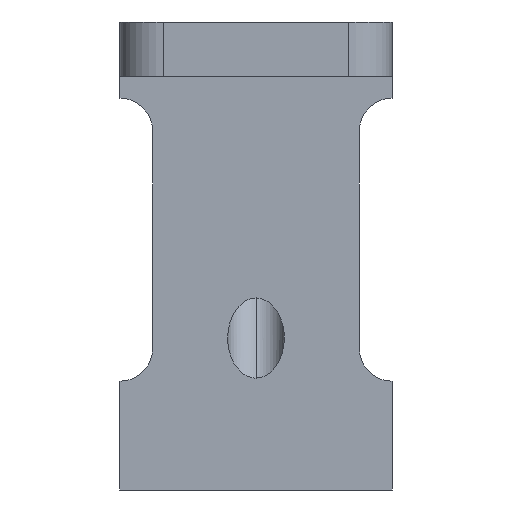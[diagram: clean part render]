
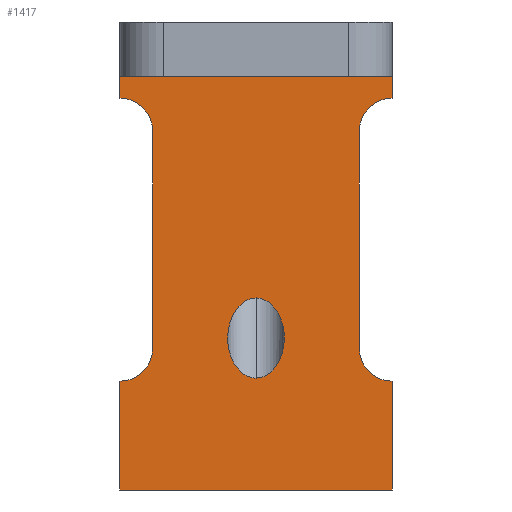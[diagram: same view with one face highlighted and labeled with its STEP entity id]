
A CAD part, front view. The second image highlights one B-rep face of the part: STEP entity #1417.
In plain terms, the highlighted planar face has unit normal (0, -1, 0).
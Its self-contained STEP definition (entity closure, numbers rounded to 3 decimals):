
#3 = DIRECTION ( 'NONE',  ( 0., 0., -1. ) ) ;
#21 = DIRECTION ( 'NONE',  ( 0., -1., 0. ) ) ;
#24 = CARTESIAN_POINT ( 'NONE',  ( 62.5, 65., -50. ) ) ;
#30 = VERTEX_POINT ( 'NONE', #374 ) ;
#40 = ORIENTED_EDGE ( 'NONE', *, *, #1061, .F. ) ;
#48 = DIRECTION ( 'NONE',  ( 0., 0., -1. ) ) ;
#54 = DIRECTION ( 'NONE',  ( 0., 0., -1. ) ) ;
#61 = ORIENTED_EDGE ( 'NONE', *, *, #1255, .T. ) ;
#75 = DIRECTION ( 'NONE',  ( 0., 0., -1. ) ) ;
#99 = VECTOR ( 'NONE', #776, 1000. ) ;
#104 = CARTESIAN_POINT ( 'NONE',  ( -47.5, 65., -50. ) ) ;
#106 = ORIENTED_EDGE ( 'NONE', *, *, #878, .T. ) ;
#145 = EDGE_CURVE ( 'NONE', #1354, #1221, #1475, .T. ) ;
#163 = VERTEX_POINT ( 'NONE', #1895 ) ;
#197 = DIRECTION ( 'NONE',  ( 0., 0., -1. ) ) ;
#198 =( BOUNDED_CURVE ( )  B_SPLINE_CURVE ( 3, ( #1453, #1760, #1577, #357 ),
 .UNSPECIFIED., .F., .T. ) 
 B_SPLINE_CURVE_WITH_KNOTS ( ( 4, 4 ),
 ( 3.142, 6.283 ),
 .UNSPECIFIED. ) 
 CURVE ( )  GEOMETRIC_REPRESENTATION_ITEM ( )  RATIONAL_B_SPLINE_CURVE ( ( 1., 0.333, 0.333, 1. ) ) 
 REPRESENTATION_ITEM ( '' )  );
#212 = DIRECTION ( 'NONE',  ( 0., 0., -1. ) ) ;
#216 = CIRCLE ( 'NONE', #1323, 15. ) ;
#222 = LINE ( 'NONE', #1276, #855 ) ;
#241 = VERTEX_POINT ( 'NONE', #1019 ) ;
#258 = CARTESIAN_POINT ( 'NONE',  ( 0., 65., -163.593 ) ) ;
#260 = PLANE ( 'NONE',  #306 ) ;
#261 = ORIENTED_EDGE ( 'NONE', *, *, #568, .F. ) ;
#266 = CARTESIAN_POINT ( 'NONE',  ( 62.5, 65., -150. ) ) ;
#289 = VERTEX_POINT ( 'NONE', #1747 ) ;
#304 = VERTEX_POINT ( 'NONE', #415 ) ;
#306 = AXIS2_PLACEMENT_3D ( 'NONE', #555, #408, #1006 ) ;
#320 = DIRECTION ( 'NONE',  ( 0., 0., 1. ) ) ;
#333 = EDGE_CURVE ( 'NONE', #289, #30, #799, .T. ) ;
#340 = VERTEX_POINT ( 'NONE', #1628 ) ;
#351 = LINE ( 'NONE', #1690, #879 ) ;
#352 = DIRECTION ( 'NONE',  ( 1., 0., 0. ) ) ;
#357 = CARTESIAN_POINT ( 'NONE',  ( 0., 65., -126.823 ) ) ;
#374 = CARTESIAN_POINT ( 'NONE',  ( 0., 65., -163.593 ) ) ;
#382 = DIRECTION ( 'NONE',  ( 0., 0., -1. ) ) ;
#408 = DIRECTION ( 'NONE',  ( 0., -1., 0. ) ) ;
#415 = CARTESIAN_POINT ( 'NONE',  ( 62.5, 65., -35. ) ) ;
#461 = LINE ( 'NONE', #1687, #99 ) ;
#530 = CARTESIAN_POINT ( 'NONE',  ( -26., 65., -163.593 ) ) ;
#555 = CARTESIAN_POINT ( 'NONE',  ( -62.5, 65., -25. ) ) ;
#568 = EDGE_CURVE ( 'NONE', #304, #340, #216, .T. ) ;
#591 = CIRCLE ( 'NONE', #1085, 15. ) ;
#602 = EDGE_CURVE ( 'NONE', #1221, #1389, #351, .T. ) ;
#632 = ORIENTED_EDGE ( 'NONE', *, *, #1237, .F. ) ;
#637 = LINE ( 'NONE', #1571, #1613 ) ;
#642 = VERTEX_POINT ( 'NONE', #1080 ) ;
#655 = LINE ( 'NONE', #782, #1215 ) ;
#695 = LINE ( 'NONE', #1135, #1399 ) ;
#726 = EDGE_CURVE ( 'NONE', #163, #1389, #695, .T. ) ;
#759 = AXIS2_PLACEMENT_3D ( 'NONE', #266, #1472, #382 ) ;
#776 = DIRECTION ( 'NONE',  ( 0., 0., -1. ) ) ;
#782 = CARTESIAN_POINT ( 'NONE',  ( -62.5, 65., -25. ) ) ;
#799 =( BOUNDED_CURVE ( )  B_SPLINE_CURVE ( 3, ( #992, #1908, #530, #258 ),
 .UNSPECIFIED., .F., .T. ) 
 B_SPLINE_CURVE_WITH_KNOTS ( ( 4, 4 ),
 ( 0., 3.142 ),
 .UNSPECIFIED. ) 
 CURVE ( )  GEOMETRIC_REPRESENTATION_ITEM ( )  RATIONAL_B_SPLINE_CURVE ( ( 1., 0.333, 0.333, 1. ) ) 
 REPRESENTATION_ITEM ( '' )  );
#801 = CARTESIAN_POINT ( 'NONE',  ( -47.5, 65., -25. ) ) ;
#826 = CARTESIAN_POINT ( 'NONE',  ( -62.5, 65., -50. ) ) ;
#832 = ORIENTED_EDGE ( 'NONE', *, *, #1783, .F. ) ;
#840 = ORIENTED_EDGE ( 'NONE', *, *, #602, .F. ) ;
#855 = VECTOR ( 'NONE', #75, 1000. ) ;
#863 = CARTESIAN_POINT ( 'NONE',  ( 47.5, 65., -150. ) ) ;
#878 = EDGE_CURVE ( 'NONE', #642, #912, #222, .T. ) ;
#879 = VECTOR ( 'NONE', #1423, 1000. ) ;
#912 = VERTEX_POINT ( 'NONE', #1789 ) ;
#943 = ORIENTED_EDGE ( 'NONE', *, *, #333, .F. ) ;
#954 = CARTESIAN_POINT ( 'NONE',  ( -62.5, 65., -25. ) ) ;
#957 = DIRECTION ( 'NONE',  ( 0., -1., 0. ) ) ;
#992 = CARTESIAN_POINT ( 'NONE',  ( 0., 65., -126.823 ) ) ;
#1006 = DIRECTION ( 'NONE',  ( 0., 0., -1. ) ) ;
#1019 = CARTESIAN_POINT ( 'NONE',  ( -62.5, 65., -165. ) ) ;
#1026 = VECTOR ( 'NONE', #320, 1000. ) ;
#1045 = ORIENTED_EDGE ( 'NONE', *, *, #1167, .F. ) ;
#1061 = EDGE_CURVE ( 'NONE', #1211, #304, #461, .T. ) ;
#1080 = CARTESIAN_POINT ( 'NONE',  ( -62.5, 65., -25. ) ) ;
#1085 = AXIS2_PLACEMENT_3D ( 'NONE', #826, #1563, #48 ) ;
#1135 = CARTESIAN_POINT ( 'NONE',  ( -62.5, 65., -215. ) ) ;
#1167 = EDGE_CURVE ( 'NONE', #241, #1501, #1465, .T. ) ;
#1211 = VERTEX_POINT ( 'NONE', #1886 ) ;
#1215 = VECTOR ( 'NONE', #352, 1000. ) ;
#1221 = VERTEX_POINT ( 'NONE', #1566 ) ;
#1237 = EDGE_CURVE ( 'NONE', #30, #289, #198, .T. ) ;
#1246 = ORIENTED_EDGE ( 'NONE', *, *, #1818, .F. ) ;
#1255 = EDGE_CURVE ( 'NONE', #241, #163, #1878, .T. ) ;
#1276 = CARTESIAN_POINT ( 'NONE',  ( -62.5, 65., -25. ) ) ;
#1300 = DIRECTION ( 'NONE',  ( 1., 0., 0. ) ) ;
#1323 = AXIS2_PLACEMENT_3D ( 'NONE', #24, #957, #54 ) ;
#1354 = VERTEX_POINT ( 'NONE', #863 ) ;
#1389 = VERTEX_POINT ( 'NONE', #1483 ) ;
#1399 = VECTOR ( 'NONE', #1300, 1000. ) ;
#1405 = VERTEX_POINT ( 'NONE', #104 ) ;
#1417 = ADVANCED_FACE ( 'NONE', ( #1806, #1920 ), #260, .T. ) ;
#1423 = DIRECTION ( 'NONE',  ( 0., 0., -1. ) ) ;
#1453 = CARTESIAN_POINT ( 'NONE',  ( 0., 65., -163.593 ) ) ;
#1465 = CIRCLE ( 'NONE', #1493, 15. ) ;
#1472 = DIRECTION ( 'NONE',  ( 0., -1., 0. ) ) ;
#1475 = CIRCLE ( 'NONE', #759, 15. ) ;
#1483 = CARTESIAN_POINT ( 'NONE',  ( 62.5, 65., -215. ) ) ;
#1493 = AXIS2_PLACEMENT_3D ( 'NONE', #1826, #21, #3 ) ;
#1500 = ORIENTED_EDGE ( 'NONE', *, *, #726, .T. ) ;
#1501 = VERTEX_POINT ( 'NONE', #1834 ) ;
#1509 = ORIENTED_EDGE ( 'NONE', *, *, #1650, .F. ) ;
#1552 = EDGE_LOOP ( 'NONE', ( #1953, #1730, #261, #40, #1246, #106, #1509, #832, #1045, #61, #1500, #840 ) ) ;
#1563 = DIRECTION ( 'NONE',  ( 0., -1., 0. ) ) ;
#1566 = CARTESIAN_POINT ( 'NONE',  ( 62.5, 65., -165. ) ) ;
#1571 = CARTESIAN_POINT ( 'NONE',  ( 47.5, 65., -25. ) ) ;
#1577 = CARTESIAN_POINT ( 'NONE',  ( 26., 65., -126.823 ) ) ;
#1613 = VECTOR ( 'NONE', #212, 1000. ) ;
#1628 = CARTESIAN_POINT ( 'NONE',  ( 47.5, 65., -50. ) ) ;
#1650 = EDGE_CURVE ( 'NONE', #1405, #912, #591, .T. ) ;
#1681 = LINE ( 'NONE', #801, #1026 ) ;
#1687 = CARTESIAN_POINT ( 'NONE',  ( 62.5, 65., -25. ) ) ;
#1690 = CARTESIAN_POINT ( 'NONE',  ( 62.5, 65., -25. ) ) ;
#1730 = ORIENTED_EDGE ( 'NONE', *, *, #1892, .F. ) ;
#1745 = VECTOR ( 'NONE', #197, 1000. ) ;
#1747 = CARTESIAN_POINT ( 'NONE',  ( 0., 65., -126.823 ) ) ;
#1760 = CARTESIAN_POINT ( 'NONE',  ( 26., 65., -163.593 ) ) ;
#1783 = EDGE_CURVE ( 'NONE', #1501, #1405, #1681, .T. ) ;
#1789 = CARTESIAN_POINT ( 'NONE',  ( -62.5, 65., -35. ) ) ;
#1806 = FACE_OUTER_BOUND ( 'NONE', #1552, .T. ) ;
#1818 = EDGE_CURVE ( 'NONE', #642, #1211, #655, .T. ) ;
#1826 = CARTESIAN_POINT ( 'NONE',  ( -62.5, 65., -150. ) ) ;
#1834 = CARTESIAN_POINT ( 'NONE',  ( -47.5, 65., -150. ) ) ;
#1878 = LINE ( 'NONE', #954, #1745 ) ;
#1886 = CARTESIAN_POINT ( 'NONE',  ( 62.5, 65., -25. ) ) ;
#1892 = EDGE_CURVE ( 'NONE', #340, #1354, #637, .T. ) ;
#1895 = CARTESIAN_POINT ( 'NONE',  ( -62.5, 65., -215. ) ) ;
#1908 = CARTESIAN_POINT ( 'NONE',  ( -26., 65., -126.823 ) ) ;
#1920 = FACE_BOUND ( 'NONE', #1922, .T. ) ;
#1922 = EDGE_LOOP ( 'NONE', ( #943, #632 ) ) ;
#1953 = ORIENTED_EDGE ( 'NONE', *, *, #145, .F. ) ;
